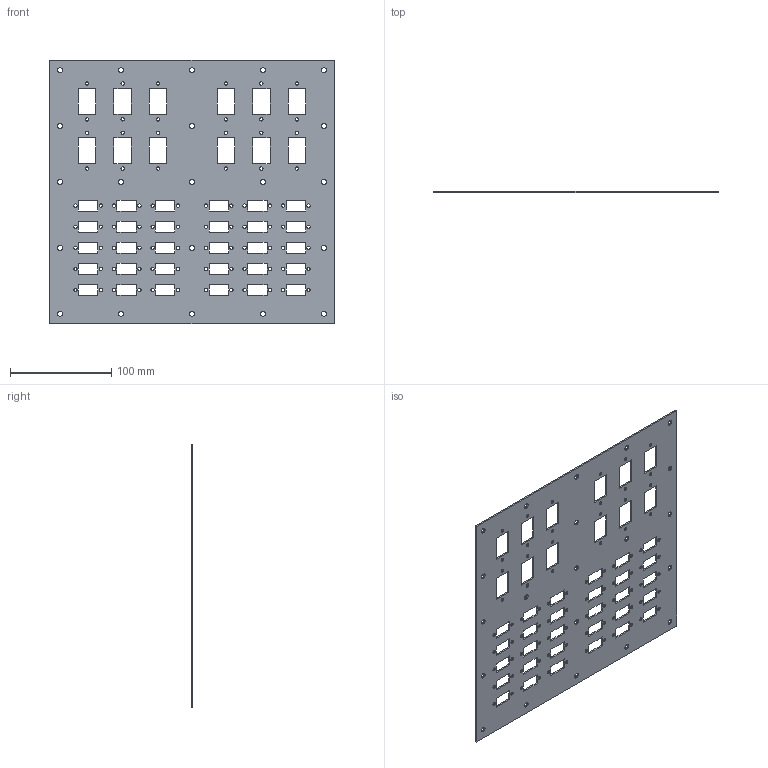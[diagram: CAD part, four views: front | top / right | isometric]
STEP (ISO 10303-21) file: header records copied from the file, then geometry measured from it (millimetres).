
FILE_DESCRIPTION((''),'2;1');
FILE_NAME('260280INTERFACE','2023-10-08T13:29:36',('yus19'),(''),'CREO PARAMETRIC BY PTC INC, 2022073','CREO PARAMETRIC BY PTC INC, 2022073','');
FILE_SCHEMA(('CONFIG_CONTROL_DESIGN'));
Length unit declared in the file: millimetre
Products named in the file (1): 260280INTERFACE
Bounding box: 280 x 1.5 x 260 mm (x, y, z)
Volume: 90231.9 mm3; surface area: 127971.1 mm2
Topology: 1 solids, 1 shells, 384 faces, 1146 edges, 764 vertices
Faces by surface type: cylinder 210, plane 174
Entity records: 13676 total; most frequent: DIRECTION 2334, CARTESIAN_POINT 2294, ORIENTED_EDGE 2292, EDGE_CURVE 1146, AXIS2_PLACEMENT_3D 804, VERTEX_POINT 764, VECTOR 726, LINE 726
